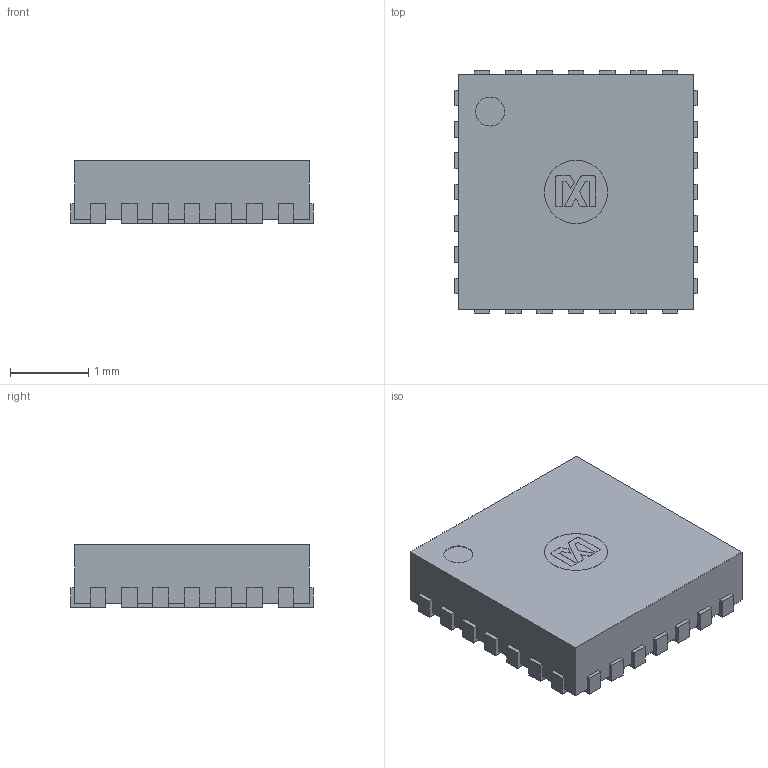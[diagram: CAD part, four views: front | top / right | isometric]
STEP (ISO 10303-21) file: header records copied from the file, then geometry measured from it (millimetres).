
FILE_DESCRIPTION (( 'STEP AP214' ), '1' );
FILE_NAME ('MAX_90-100089.STEP', '2021-05-24T09:01:44', ( '' ), ( '' ), 'SwSTEP 2.0', 'SolidWorks 2019', '' );
FILE_SCHEMA (( 'AUTOMOTIVE_DESIGN' ));
Length unit declared in the file: millimetre
Products named in the file (1): MAX_90-100089
Bounding box: 3.1 x 3.1 x 0.8 mm (x, y, z)
Volume: 7.1 mm3; surface area: 44.8 mm2
Topology: 30 solids, 30 shells, 273 faces, 624 edges, 416 vertices
Faces by surface type: plane 265, cylinder 4, bspline 4
Entity records: 7976 total; most frequent: CARTESIAN_POINT 1398, ORIENTED_EDGE 1248, DIRECTION 1164, EDGE_CURVE 624, VECTOR 608, LINE 608, VERTEX_POINT 416, EDGE_LOOP 278
